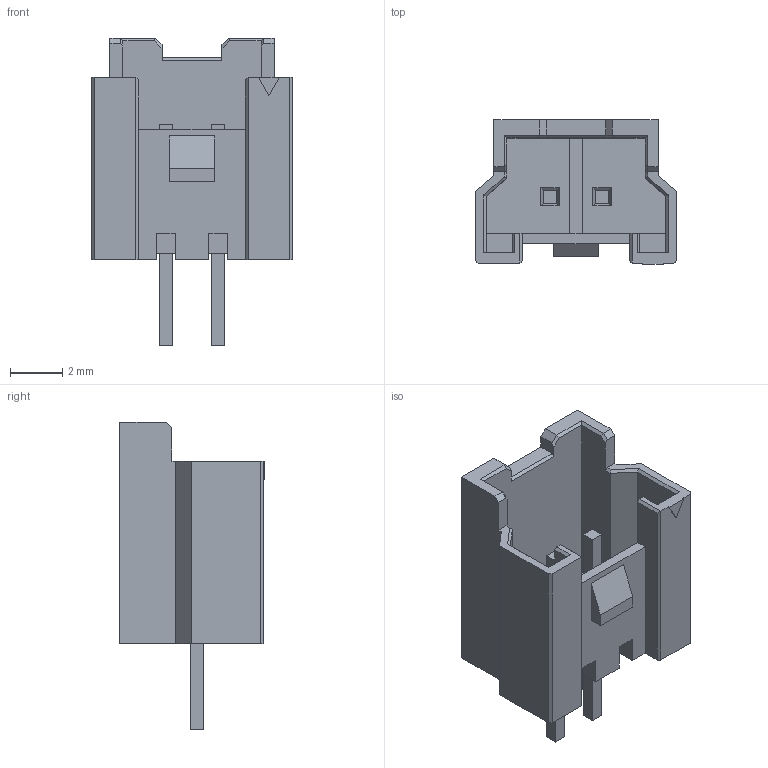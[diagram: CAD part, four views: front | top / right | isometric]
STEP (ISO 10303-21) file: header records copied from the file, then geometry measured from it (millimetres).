
FILE_DESCRIPTION(/* description */ (''),/* implementation_level */ '2;1');
FILE_NAME(/* name */ '35362-0250.step',/* time_stamp */ '2024-08-14T22:11:03-04:00',/* author */ (''),/* organization */ (''),/* preprocessor_version */ 'ST-DEVELOPER v20',/* originating_system */ 'Autodesk Translation Framework v12.20.1.177',/* authorisation */ '');
FILE_SCHEMA (('AUTOMOTIVE_DESIGN { 1 0 10303 214 3 1 1 }'));
Length unit declared in the file: millimetre
Products named in the file (1): (Unsaved)
Bounding box: 7.7 x 5.55 x 11.8 mm (x, y, z)
Volume: 122.7 mm3; surface area: 444.8 mm2
Topology: 1 solids, 1 shells, 123 faces, 326 edges, 210 vertices
Faces by surface type: plane 123
Entity records: 3744 total; most frequent: CARTESIAN_POINT 660, ORIENTED_EDGE 652, DIRECTION 574, LINE 326, VECTOR 326, EDGE_CURVE 326, VERTEX_POINT 210, EDGE_LOOP 128
